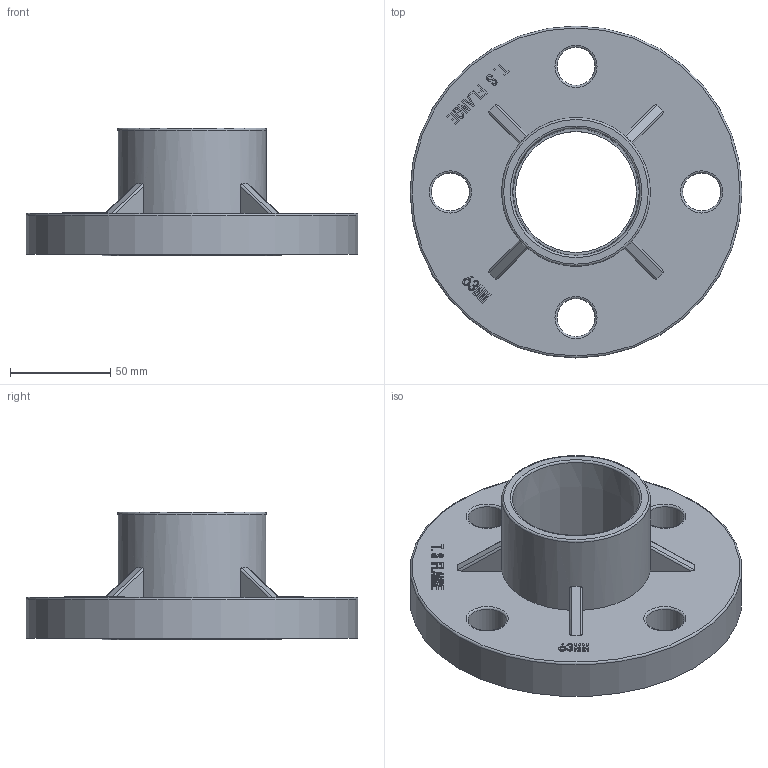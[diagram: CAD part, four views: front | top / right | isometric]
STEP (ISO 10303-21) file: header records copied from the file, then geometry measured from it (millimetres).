
FILE_DESCRIPTION(/* description */ (''),/* implementation_level */ '2;1');
FILE_NAME(/* name */ '63固定法兰.stp',/* time_stamp */ '2024-09-11T14:36:11+08:00',/* author */ (''),/* organization */ (''),/* preprocessor_version */ 'ST-DEVELOPER v16',/* originating_system */ 'SIEMENS PLM Software NX 10.0',/* authorisation */ '');
FILE_SCHEMA (('AUTOMOTIVE_DESIGN { 1 0 10303 214 3 1 1 1 }'));
Length unit declared in the file: millimetre
Products named in the file (1): gelv0E4CC66Bmgby
Bounding box: 165.2 x 165.2 x 63.6 mm (x, y, z)
Volume: 274285.6 mm3; surface area: 90669.3 mm2
Topology: 1 solids, 1 shells, 328 faces, 894 edges, 595 vertices
Faces by surface type: plane 200, cylinder 53, extrusion 49, torus 19, cone 7
Full cylindrical faces by diameter (mm): 19 x4, 60.2 x1, 67.2 x1, 70 x1, 74 x1, 77.1 x1, 79.9 x1, 87.3 x1, 90.1 x1, 165.2 x1
Entity records: 11611 total; most frequent: CARTESIAN_POINT 4064, ORIENTED_EDGE 1712, DIRECTION 1213, EDGE_CURVE 856, VERTEX_POINT 584, B_SPLINE_CURVE_WITH_KNOTS 433, AXIS2_PLACEMENT_3D 412, EDGE_LOOP 392
